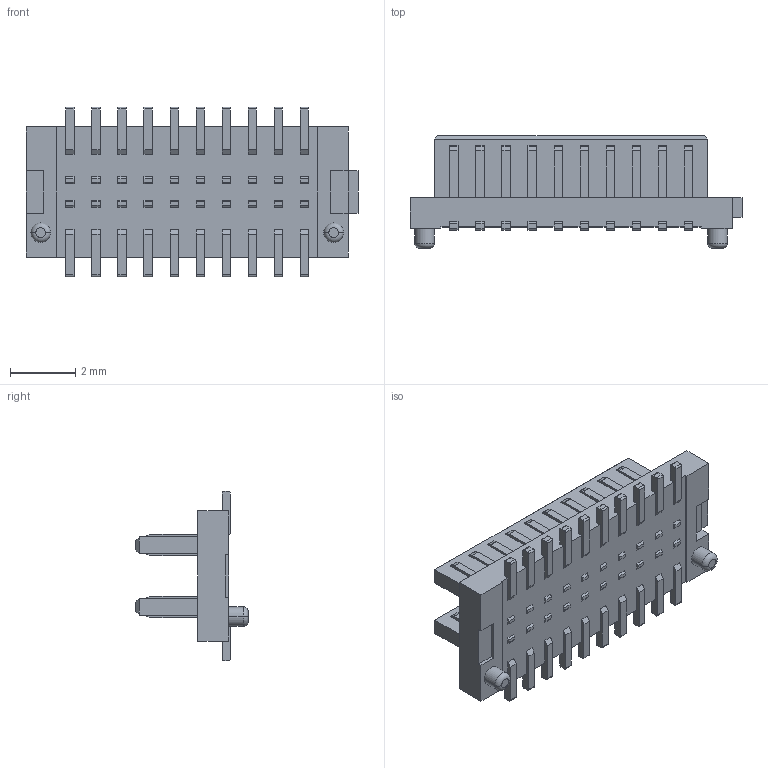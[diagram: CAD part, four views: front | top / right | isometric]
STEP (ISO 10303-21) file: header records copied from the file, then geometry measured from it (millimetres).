
FILE_DESCRIPTION((''),'2;1');
FILE_NAME('FBB08001-M20-H10_REF','2020-09-28T',('gongcheng6'),(''),'PRO/ENGINEER BY PARAMETRIC TECHNOLOGY CORPORATION, 2010280','PRO/ENGINEER BY PARAMETRIC TECHNOLOGY CORPORATION, 2010280','');
FILE_SCHEMA(('CONFIG_CONTROL_DESIGN'));
Length unit declared in the file: millimetre
Products named in the file (1): FBB08001-M20-H10_REF
Bounding box: 10.2 x 3.45 x 5.2 mm (x, y, z)
Volume: 54.1 mm3; surface area: 201.1 mm2
Topology: 1 solids, 1 shells, 680 faces, 1864 edges, 1212 vertices
Faces by surface type: plane 552, cylinder 124, torus 4
Entity records: 21346 total; most frequent: CARTESIAN_POINT 3756, ORIENTED_EDGE 3728, DIRECTION 3560, EDGE_CURVE 1864, VECTOR 1528, LINE 1528, VERTEX_POINT 1212, AXIS2_PLACEMENT_3D 1016
